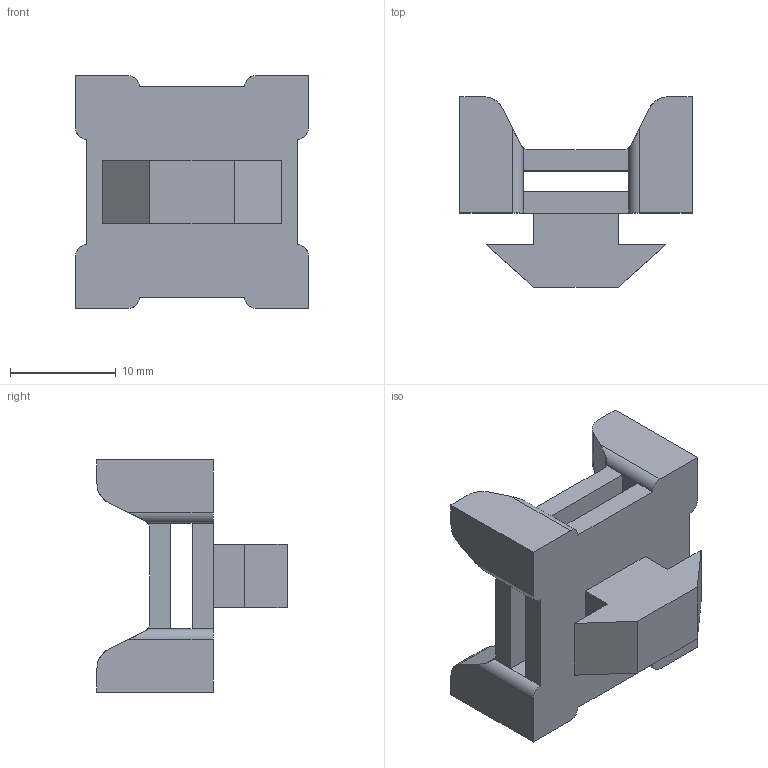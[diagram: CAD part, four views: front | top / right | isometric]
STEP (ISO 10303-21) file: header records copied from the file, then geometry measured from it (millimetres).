
FILE_DESCRIPTION( ( '' ), '1' );
FILE_NAME( '6.04.SPCB.stp', '2012-12-11T23:07:36', ( '' ), ( '' ), ' ', ' ', ' ' );
FILE_SCHEMA( ( 'CONFIG_CONTROL_DESIGN' ) );
Length unit declared in the file: millimetre
Products named in the file (1): 1
Bounding box: 22 x 18 x 22 mm (x, y, z)
Volume: 2954.4 mm3; surface area: 2642.1 mm2
Topology: 1 solids, 1 shells, 73 faces, 204 edges, 128 vertices
Faces by surface type: plane 49, cylinder 24
Entity records: 2434 total; most frequent: CARTESIAN_POINT 494, ORIENTED_EDGE 408, DIRECTION 384, EDGE_CURVE 204, LINE 156, VECTOR 156, VERTEX_POINT 128, AXIS2_PLACEMENT_3D 114
